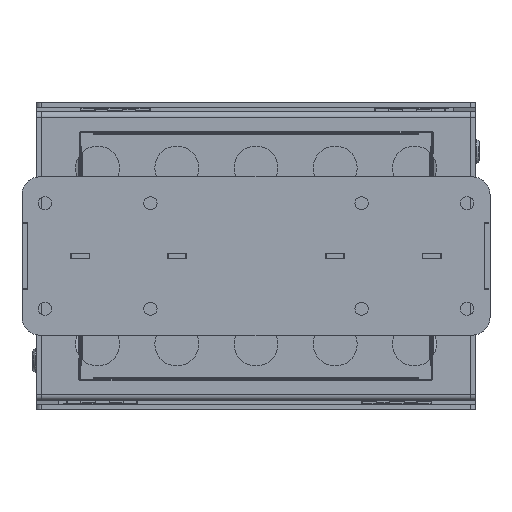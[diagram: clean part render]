
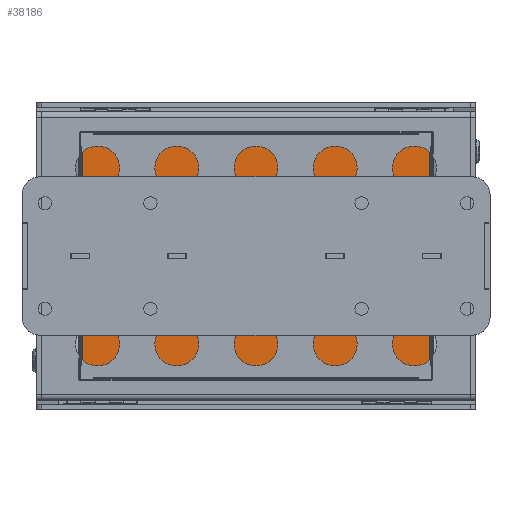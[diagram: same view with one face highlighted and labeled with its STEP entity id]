
A CAD part, front view. The second image highlights one B-rep face of the part: STEP entity #38186.
In plain terms, the highlighted planar face has unit normal (0, -1, 0).
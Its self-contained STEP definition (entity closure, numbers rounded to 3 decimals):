
#1658 = VECTOR ( 'NONE', #40983, 1000. ) ;
#2189 = EDGE_CURVE ( 'NONE', #50152, #8988, #26602, .T. ) ;
#2624 = CARTESIAN_POINT ( 'NONE',  ( -137.5, -1., 197. ) ) ;
#3125 = CIRCLE ( 'NONE', #32487, 12.5 ) ;
#3453 = DIRECTION ( 'NONE',  ( 0., 0., 1. ) ) ;
#3505 = CARTESIAN_POINT ( 'NONE',  ( -137.5, -1., 197. ) ) ;
#3599 = CIRCLE ( 'NONE', #7803, 12.5 ) ;
#3780 = VERTEX_POINT ( 'NONE', #36103 ) ;
#3864 = ORIENTED_EDGE ( 'NONE', *, *, #15638, .T. ) ;
#5839 = CARTESIAN_POINT ( 'NONE',  ( 137.5, -1., 197. ) ) ;
#7010 = DIRECTION ( 'NONE',  ( 0., 0., 1. ) ) ;
#7404 = EDGE_CURVE ( 'NONE', #43523, #41937, #14967, .T. ) ;
#7560 = FACE_OUTER_BOUND ( 'NONE', #48870, .T. ) ;
#7803 = AXIS2_PLACEMENT_3D ( 'NONE', #5839, #17381, #28931 ) ;
#8150 = VERTEX_POINT ( 'NONE', #31832 ) ;
#8317 = ORIENTED_EDGE ( 'NONE', *, *, #2189, .T. ) ;
#8533 = CARTESIAN_POINT ( 'NONE',  ( 137.5, -1., -184.5 ) ) ;
#8988 = VERTEX_POINT ( 'NONE', #15224 ) ;
#10097 = EDGE_CURVE ( 'NONE', #3780, #50682, #37522, .T. ) ;
#10212 = DIRECTION ( 'NONE',  ( 1., 0., 0. ) ) ;
#10525 = EDGE_CURVE ( 'NONE', #8988, #50152, #37574, .T. ) ;
#11176 = EDGE_CURVE ( 'NONE', #46579, #8150, #38056, .T. ) ;
#12497 = ORIENTED_EDGE ( 'NONE', *, *, #10097, .F. ) ;
#12599 = CARTESIAN_POINT ( 'NONE',  ( -137.5, -1., 184.5 ) ) ;
#12858 = CARTESIAN_POINT ( 'NONE',  ( 0., -1., -7.5 ) ) ;
#13437 = LINE ( 'NONE', #37569, #13998 ) ;
#13998 = VECTOR ( 'NONE', #29418, 1000. ) ;
#14389 = CARTESIAN_POINT ( 'NONE',  ( 0., -1., 0. ) ) ;
#14967 = LINE ( 'NONE', #31221, #35408 ) ;
#15224 = CARTESIAN_POINT ( 'NONE',  ( 0., -1., 7.5 ) ) ;
#15638 = EDGE_CURVE ( 'NONE', #46579, #42255, #50426, .T. ) ;
#15720 = EDGE_CURVE ( 'NONE', #43523, #8150, #3599, .T. ) ;
#17039 = AXIS2_PLACEMENT_3D ( 'NONE', #3505, #24201, #51425 ) ;
#17321 = CIRCLE ( 'NONE', #27325, 12.5 ) ;
#17381 = DIRECTION ( 'NONE',  ( 0., 1., 0. ) ) ;
#17577 = CARTESIAN_POINT ( 'NONE',  ( -137.5, -1., -197. ) ) ;
#20758 = VERTEX_POINT ( 'NONE', #43843 ) ;
#20994 = CARTESIAN_POINT ( 'NONE',  ( -125., -1., 197. ) ) ;
#21132 = DIRECTION ( 'NONE',  ( 0., 0., -1. ) ) ;
#22441 = CARTESIAN_POINT ( 'NONE',  ( -125., -1., -197. ) ) ;
#24201 = DIRECTION ( 'NONE',  ( 0., 1., 0. ) ) ;
#25793 = CARTESIAN_POINT ( 'NONE',  ( 137.5, -1., -197. ) ) ;
#26151 = EDGE_CURVE ( 'NONE', #20758, #42255, #13437, .T. ) ;
#26364 = AXIS2_PLACEMENT_3D ( 'NONE', #14389, #50519, #30362 ) ;
#26602 = CIRCLE ( 'NONE', #45030, 7.5 ) ;
#27072 = EDGE_LOOP ( 'NONE', ( #48747, #8317 ) ) ;
#27325 = AXIS2_PLACEMENT_3D ( 'NONE', #25793, #49881, #21132 ) ;
#27577 = DIRECTION ( 'NONE',  ( 0., 1., 0. ) ) ;
#28931 = DIRECTION ( 'NONE',  ( 0., 0., 1. ) ) ;
#29175 = AXIS2_PLACEMENT_3D ( 'NONE', #36967, #30058, #7010 ) ;
#29418 = DIRECTION ( 'NONE',  ( 0., 0., 1. ) ) ;
#30058 = DIRECTION ( 'NONE',  ( 0., 1., 0. ) ) ;
#30362 = DIRECTION ( 'NONE',  ( 0., 0., -1. ) ) ;
#30555 = DIRECTION ( 'NONE',  ( 0., 1., 0. ) ) ;
#31078 = CARTESIAN_POINT ( 'NONE',  ( -137.5, -1., -197. ) ) ;
#31221 = CARTESIAN_POINT ( 'NONE',  ( 137.5, -1., 197. ) ) ;
#31832 = CARTESIAN_POINT ( 'NONE',  ( 125., -1., 197. ) ) ;
#32487 = AXIS2_PLACEMENT_3D ( 'NONE', #31078, #30555, #46305 ) ;
#33115 = ORIENTED_EDGE ( 'NONE', *, *, #35374, .T. ) ;
#33929 = ORIENTED_EDGE ( 'NONE', *, *, #40492, .F. ) ;
#35374 = EDGE_CURVE ( 'NONE', #20758, #50682, #3125, .T. ) ;
#35408 = VECTOR ( 'NONE', #39404, 1000. ) ;
#35640 = PLANE ( 'NONE',  #26364 ) ;
#36103 = CARTESIAN_POINT ( 'NONE',  ( 125., -1., -197. ) ) ;
#36967 = CARTESIAN_POINT ( 'NONE',  ( 0., -1., 0. ) ) ;
#37522 = LINE ( 'NONE', #17577, #1658 ) ;
#37569 = CARTESIAN_POINT ( 'NONE',  ( -137.5, -1., 197. ) ) ;
#37574 = CIRCLE ( 'NONE', #29175, 7.5 ) ;
#38056 = LINE ( 'NONE', #2624, #49302 ) ;
#38058 = ORIENTED_EDGE ( 'NONE', *, *, #7404, .F. ) ;
#38186 = ADVANCED_FACE ( 'NONE', ( #43489, #7560 ), #35640, .T. ) ;
#38326 = CARTESIAN_POINT ( 'NONE',  ( 137.5, -1., 184.5 ) ) ;
#38845 = ORIENTED_EDGE ( 'NONE', *, *, #26151, .F. ) ;
#39404 = DIRECTION ( 'NONE',  ( 0., 0., -1. ) ) ;
#40492 = EDGE_CURVE ( 'NONE', #41937, #3780, #17321, .T. ) ;
#40983 = DIRECTION ( 'NONE',  ( -1., 0., 0. ) ) ;
#41937 = VERTEX_POINT ( 'NONE', #8533 ) ;
#42255 = VERTEX_POINT ( 'NONE', #12599 ) ;
#43489 = FACE_BOUND ( 'NONE', #27072, .T. ) ;
#43523 = VERTEX_POINT ( 'NONE', #38326 ) ;
#43843 = CARTESIAN_POINT ( 'NONE',  ( -137.5, -1., -184.5 ) ) ;
#45030 = AXIS2_PLACEMENT_3D ( 'NONE', #47466, #27577, #3453 ) ;
#46305 = DIRECTION ( 'NONE',  ( 0., 0., 1. ) ) ;
#46579 = VERTEX_POINT ( 'NONE', #20994 ) ;
#47466 = CARTESIAN_POINT ( 'NONE',  ( 0., -1., 0. ) ) ;
#48747 = ORIENTED_EDGE ( 'NONE', *, *, #10525, .T. ) ;
#48870 = EDGE_LOOP ( 'NONE', ( #12497, #33929, #38058, #49229, #49613, #3864, #38845, #33115 ) ) ;
#49229 = ORIENTED_EDGE ( 'NONE', *, *, #15720, .T. ) ;
#49302 = VECTOR ( 'NONE', #10212, 1000. ) ;
#49613 = ORIENTED_EDGE ( 'NONE', *, *, #11176, .F. ) ;
#49881 = DIRECTION ( 'NONE',  ( 0., -1., 0. ) ) ;
#50152 = VERTEX_POINT ( 'NONE', #12858 ) ;
#50426 = CIRCLE ( 'NONE', #17039, 12.5 ) ;
#50519 = DIRECTION ( 'NONE',  ( 0., -1., 0. ) ) ;
#50682 = VERTEX_POINT ( 'NONE', #22441 ) ;
#51425 = DIRECTION ( 'NONE',  ( 0., 0., 1. ) ) ;
